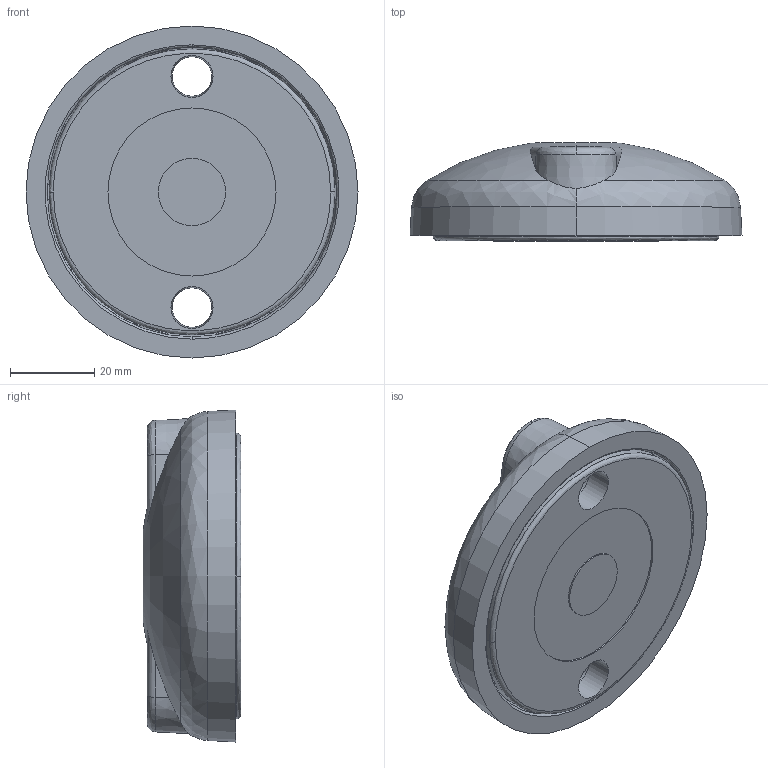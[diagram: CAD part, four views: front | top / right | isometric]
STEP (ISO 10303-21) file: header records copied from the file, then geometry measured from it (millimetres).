
FILE_DESCRIPTION (( 'STEP AP214' ), '1' );
FILE_NAME ('098c080kbg.STEP', '2014-08-22T10:32:31', ( '' ), ( '' ), 'SwSTEP 2.0', 'SolidWorks 2014', '' );
FILE_SCHEMA (( 'AUTOMOTIVE_DESIGN' ));
Length unit declared in the file: millimetre
Products named in the file (1): 098c080kbg
Bounding box: 79 x 23.27 x 79 mm (x, y, z)
Volume: 67100.3 mm3; surface area: 30553.4 mm2
Topology: 2 solids, 2 shells, 219 faces, 595 edges, 385 vertices
Faces by surface type: bspline 84, plane 56, cone 43, cylinder 36
Entity records: 12497 total; most frequent: CARTESIAN_POINT 5222, ORIENTED_EDGE 1186, DIRECTION 803, EDGE_CURVE 593, VERTEX_POINT 385, AXIS2_PLACEMENT_3D 348, B_SPLINE_CURVE_WITH_KNOTS 252, EDGE_LOOP 234
